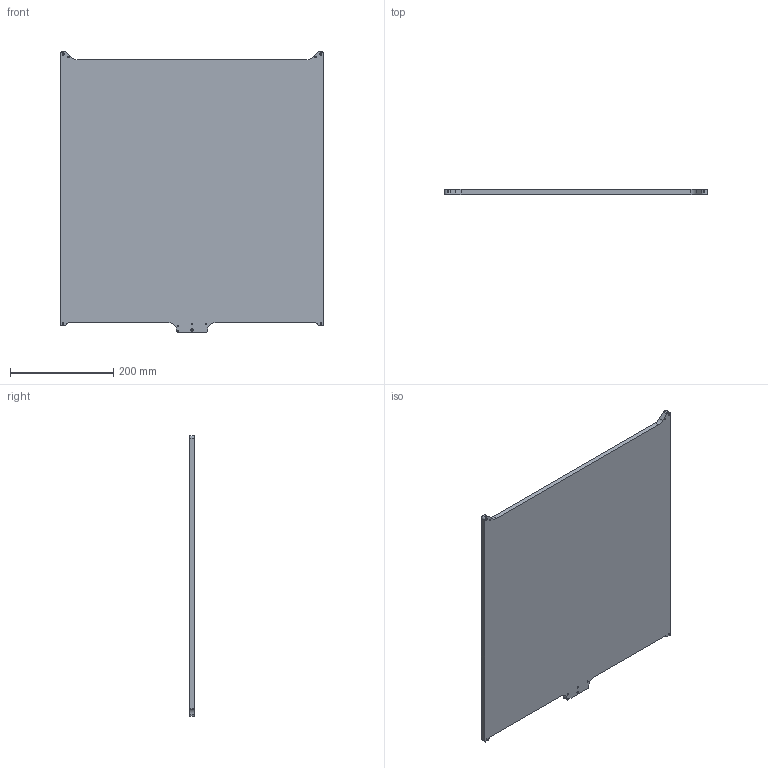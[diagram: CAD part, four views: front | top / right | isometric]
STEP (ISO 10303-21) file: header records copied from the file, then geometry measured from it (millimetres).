
FILE_DESCRIPTION (( 'STEP AP214' ), '1' );
FILE_NAME ('big_z_plate_3.STEP', '2020-07-09T21:31:47', ( '' ), ( '' ), 'SwSTEP 2.0', 'SolidWorks 2019', '' );
FILE_SCHEMA (( 'AUTOMOTIVE_DESIGN' ));
Length unit declared in the file: millimetre
Products named in the file (1): big_z_plate_3
Bounding box: 510 x 9.53 x 545 mm (x, y, z)
Volume: 2495009.9 mm3; surface area: 545027.5 mm2
Topology: 1 solids, 1 shells, 60 faces, 168 edges, 110 vertices
Faces by surface type: cylinder 38, plane 16, cone 6
Entity records: 2154 total; most frequent: DIRECTION 372, CARTESIAN_POINT 339, ORIENTED_EDGE 336, EDGE_CURVE 168, AXIS2_PLACEMENT_3D 143, VERTEX_POINT 110, LINE 86, VECTOR 86
